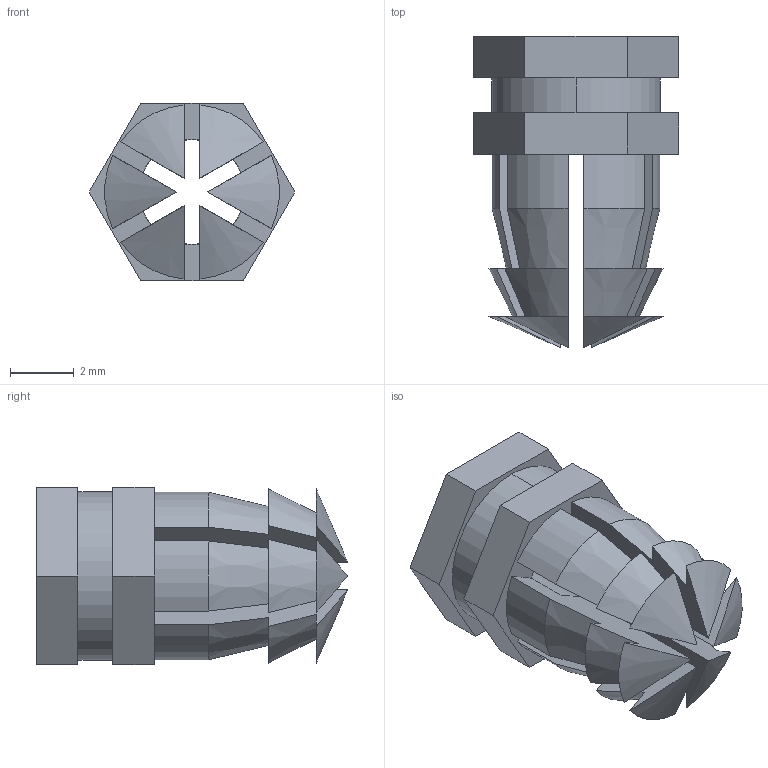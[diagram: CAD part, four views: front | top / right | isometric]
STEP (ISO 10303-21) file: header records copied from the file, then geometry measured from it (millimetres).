
FILE_DESCRIPTION (( 'STEP AP214' ), '1' );
FILE_NAME ('F002533_3D.step', '2022-11-21T18:15:13', ( '' ), ( '' ), 'SwSTEP 2.0', 'SolidWorks 2020', '' );
FILE_SCHEMA (( 'AUTOMOTIVE_DESIGN' ));
Length unit declared in the file: millimetre
Products named in the file (1): F002533_3D
Bounding box: 6.47 x 9.78 x 5.6 mm (x, y, z)
Volume: 127.9 mm3; surface area: 378.3 mm2
Topology: 1 solids, 1 shells, 74 faces, 210 edges, 140 vertices
Faces by surface type: plane 46, cone 18, cylinder 10
Entity records: 2532 total; most frequent: CARTESIAN_POINT 581, ORIENTED_EDGE 420, DIRECTION 380, EDGE_CURVE 210, VERTEX_POINT 140, AXIS2_PLACEMENT_3D 131, LINE 118, VECTOR 118
